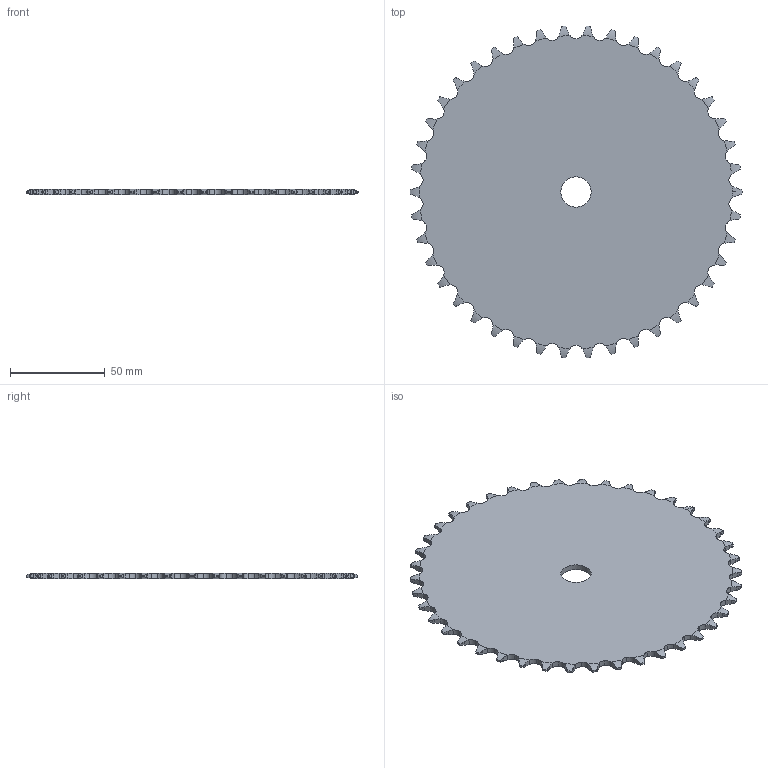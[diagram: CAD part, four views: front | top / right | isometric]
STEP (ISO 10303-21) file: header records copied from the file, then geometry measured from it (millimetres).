
FILE_DESCRIPTION(('FreeCAD Model'),'2;1');
FILE_NAME('Open CASCADE Shape Model','2022-02-12T11:03:43',('FreeCAD'),( 'FreeCAD'),'Open CASCADE STEP processor 7.4','FreeCAD','Unknown');
FILE_SCHEMA(('AUTOMOTIVE_DESIGN { 1 0 10303 214 1 1 1 1 }'));
Length unit declared in the file: millimetre
Products named in the file (1): Open CASCADE STEP translator 7.4 35
Bounding box: 175.4 x 175.05 x 3 mm (x, y, z)
Volume: 64987.5 mm3; surface area: 45873.5 mm2
Topology: 1 solids, 1 shells, 468 faces, 1396 edges, 930 vertices
Faces by surface type: cylinder 296, plane 86, torus 86
Full cylindrical faces by diameter (mm): 16 x1
Entity records: 41320 total; most frequent: CARTESIAN_POINT 16981, DIRECTION 3702, ORIENTED_EDGE 2792, PCURVE 2792, DEFINITIONAL_REPRESENTATION 2792, LINE 1904, VECTOR 1904, B_SPLINE_CURVE_WITH_KNOTS 1512
